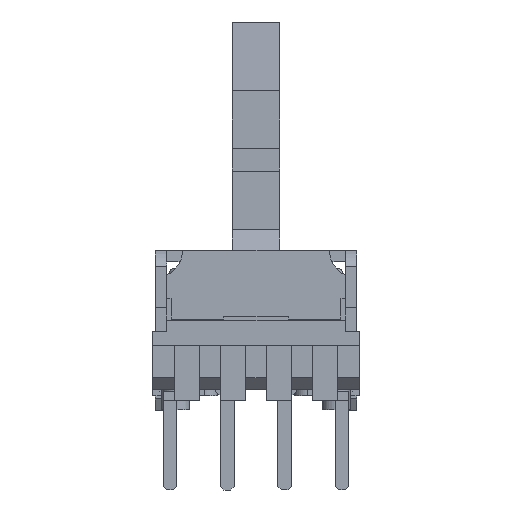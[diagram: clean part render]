
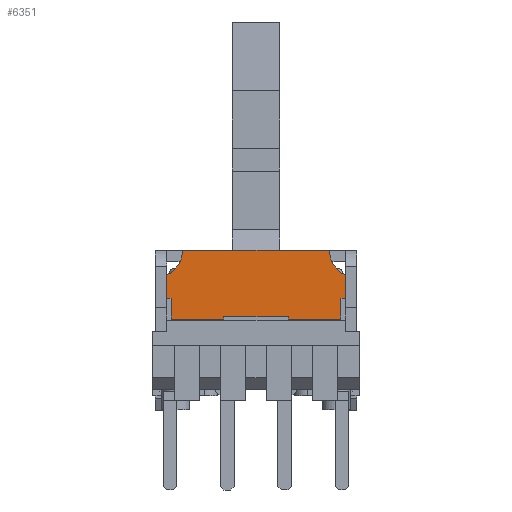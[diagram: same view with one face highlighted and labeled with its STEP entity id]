
A CAD part, left-side view. The second image highlights one B-rep face of the part: STEP entity #6351.
In plain terms, the highlighted planar face has unit normal (-1, 0, 0).
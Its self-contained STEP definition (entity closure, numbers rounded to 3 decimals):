
#5850=CARTESIAN_POINT('',(-22.5,3.9,1.959));
#5851=VERTEX_POINT('',#5850);
#5859=CARTESIAN_POINT('',(-22.5,3.9,0.95));
#5860=VERTEX_POINT('',#5859);
#5867=CARTESIAN_POINT('',(-22.5,3.9,1.959));
#5868=DIRECTION('',(0.0,0.0,-1.0));
#5869=VECTOR('',#5868,1.009);
#5870=LINE('',#5867,#5869);
#5871=EDGE_CURVE('',#5851,#5860,#5870,.T.);
#6227=CARTESIAN_POINT('',(-22.5,3.2,3.05));
#6228=VERTEX_POINT('',#6227);
#6229=CARTESIAN_POINT('',(-22.5,4.4,3.05));
#6230=DIRECTION('',(1.0,0.0,0.0));
#6231=DIRECTION('',(0.0,-1.0,0.0));
#6232=AXIS2_PLACEMENT_3D('',#6229,#6230,#6231);
#6233=CIRCLE('',#6232,1.2);
#6234=EDGE_CURVE('',#6228,#5851,#6233,.T.);
#6247=CARTESIAN_POINT('',(-22.5,-4.4,1.275));
#6248=DIRECTION('',(-1.0,0.0,0.0));
#6249=DIRECTION('',(0.0,0.0,1.0));
#6250=AXIS2_PLACEMENT_3D('',#6247,#6248,#6249);
#6251=PLANE('',#6250);
#6252=ORIENTED_EDGE('',*,*,#5871,.T.);
#6253=CARTESIAN_POINT('',(-22.5,3.7,0.95));
#6254=VERTEX_POINT('',#6253);
#6255=CARTESIAN_POINT('',(-22.5,3.9,0.95));
#6256=DIRECTION('',(0.0,-1.0,0.0));
#6257=VECTOR('',#6256,0.2);
#6258=LINE('',#6255,#6257);
#6259=EDGE_CURVE('',#5860,#6254,#6258,.T.);
#6260=ORIENTED_EDGE('',*,*,#6259,.T.);
#6261=CARTESIAN_POINT('',(-22.5,3.7,0.05));
#6262=VERTEX_POINT('',#6261);
#6263=CARTESIAN_POINT('',(-22.5,3.7,0.95));
#6264=DIRECTION('',(0.0,0.0,-1.0));
#6265=VECTOR('',#6264,0.9);
#6266=LINE('',#6263,#6265);
#6267=EDGE_CURVE('',#6254,#6262,#6266,.T.);
#6268=ORIENTED_EDGE('',*,*,#6267,.T.);
#6269=CARTESIAN_POINT('',(-22.5,1.4,0.05));
#6270=VERTEX_POINT('',#6269);
#6271=CARTESIAN_POINT('',(-22.5,3.7,0.05));
#6272=DIRECTION('',(0.0,-1.0,0.0));
#6273=VECTOR('',#6272,2.3);
#6274=LINE('',#6271,#6273);
#6275=EDGE_CURVE('',#6262,#6270,#6274,.T.);
#6276=ORIENTED_EDGE('',*,*,#6275,.T.);
#6277=CARTESIAN_POINT('',(-22.5,1.4,0.15));
#6278=VERTEX_POINT('',#6277);
#6279=CARTESIAN_POINT('',(-22.5,1.4,0.05));
#6280=DIRECTION('',(0.0,0.0,1.0));
#6281=VECTOR('',#6280,0.1);
#6282=LINE('',#6279,#6281);
#6283=EDGE_CURVE('',#6270,#6278,#6282,.T.);
#6284=ORIENTED_EDGE('',*,*,#6283,.T.);
#6285=CARTESIAN_POINT('',(-22.5,-1.4,0.15));
#6286=VERTEX_POINT('',#6285);
#6287=CARTESIAN_POINT('',(-22.5,1.4,0.15));
#6288=DIRECTION('',(0.0,-1.0,0.0));
#6289=VECTOR('',#6288,2.8);
#6290=LINE('',#6287,#6289);
#6291=EDGE_CURVE('',#6278,#6286,#6290,.T.);
#6292=ORIENTED_EDGE('',*,*,#6291,.T.);
#6293=CARTESIAN_POINT('',(-22.5,-1.4,0.05));
#6294=VERTEX_POINT('',#6293);
#6295=CARTESIAN_POINT('',(-22.5,-1.4,0.15));
#6296=DIRECTION('',(0.0,0.0,-1.0));
#6297=VECTOR('',#6296,0.1);
#6298=LINE('',#6295,#6297);
#6299=EDGE_CURVE('',#6286,#6294,#6298,.T.);
#6300=ORIENTED_EDGE('',*,*,#6299,.T.);
#6301=CARTESIAN_POINT('',(-22.5,-3.7,0.05));
#6302=VERTEX_POINT('',#6301);
#6303=CARTESIAN_POINT('',(-22.5,-1.4,0.05));
#6304=DIRECTION('',(0.0,-1.0,0.0));
#6305=VECTOR('',#6304,2.3);
#6306=LINE('',#6303,#6305);
#6307=EDGE_CURVE('',#6294,#6302,#6306,.T.);
#6308=ORIENTED_EDGE('',*,*,#6307,.T.);
#6309=CARTESIAN_POINT('',(-22.5,-3.7,0.95));
#6310=VERTEX_POINT('',#6309);
#6311=CARTESIAN_POINT('',(-22.5,-3.7,0.05));
#6312=DIRECTION('',(0.0,0.0,1.0));
#6313=VECTOR('',#6312,0.9);
#6314=LINE('',#6311,#6313);
#6315=EDGE_CURVE('',#6302,#6310,#6314,.T.);
#6316=ORIENTED_EDGE('',*,*,#6315,.T.);
#6317=CARTESIAN_POINT('',(-22.5,-3.9,0.95));
#6318=VERTEX_POINT('',#6317);
#6319=CARTESIAN_POINT('',(-22.5,-3.7,0.95));
#6320=DIRECTION('',(0.0,-1.0,0.0));
#6321=VECTOR('',#6320,0.2);
#6322=LINE('',#6319,#6321);
#6323=EDGE_CURVE('',#6310,#6318,#6322,.T.);
#6324=ORIENTED_EDGE('',*,*,#6323,.T.);
#6325=CARTESIAN_POINT('',(-22.5,-3.9,1.959));
#6326=VERTEX_POINT('',#6325);
#6327=CARTESIAN_POINT('',(-22.5,-3.9,0.95));
#6328=DIRECTION('',(0.0,0.0,1.0));
#6329=VECTOR('',#6328,1.009);
#6330=LINE('',#6327,#6329);
#6331=EDGE_CURVE('',#6318,#6326,#6330,.T.);
#6332=ORIENTED_EDGE('',*,*,#6331,.T.);
#6333=CARTESIAN_POINT('',(-22.5,-3.2,3.05));
#6334=VERTEX_POINT('',#6333);
#6335=CARTESIAN_POINT('',(-22.5,-4.4,3.05));
#6336=DIRECTION('',(1.0,0.0,0.0));
#6337=DIRECTION('',(0.0,0.0,-1.0));
#6338=AXIS2_PLACEMENT_3D('',#6335,#6336,#6337);
#6339=CIRCLE('',#6338,1.2);
#6340=EDGE_CURVE('',#6326,#6334,#6339,.T.);
#6341=ORIENTED_EDGE('',*,*,#6340,.T.);
#6342=CARTESIAN_POINT('',(-22.5,-3.2,3.05));
#6343=DIRECTION('',(0.0,1.0,0.0));
#6344=VECTOR('',#6343,6.4);
#6345=LINE('',#6342,#6344);
#6346=EDGE_CURVE('',#6334,#6228,#6345,.T.);
#6347=ORIENTED_EDGE('',*,*,#6346,.T.);
#6348=ORIENTED_EDGE('',*,*,#6234,.T.);
#6349=EDGE_LOOP('',(#6252,#6260,#6268,#6276,#6284,#6292,#6300,#6308,#6316,#6324,#6332,#6341,#6347,#6348));
#6350=FACE_OUTER_BOUND('',#6349,.T.);
#6351=ADVANCED_FACE('',(#6350),#6251,.T.);
